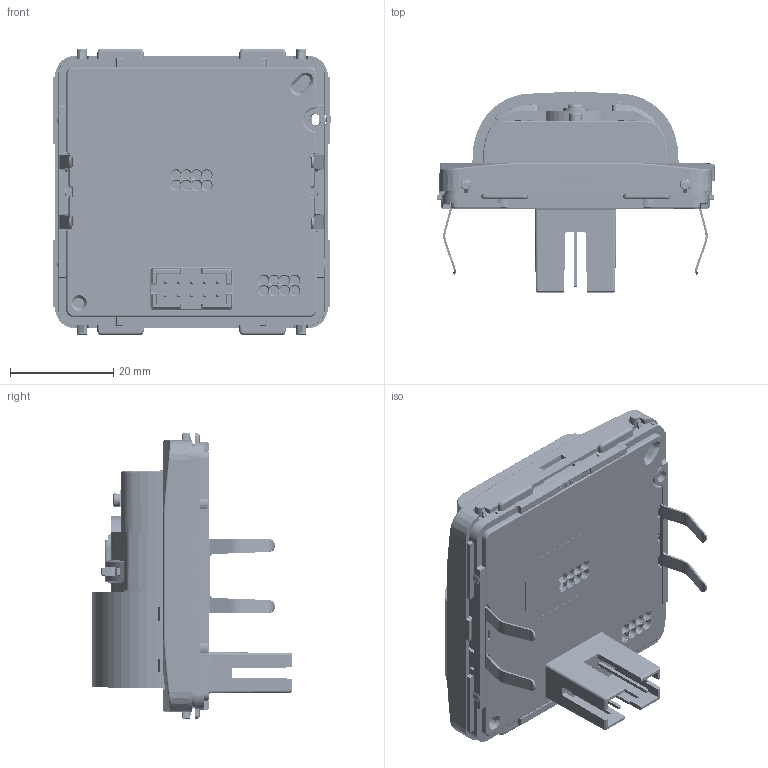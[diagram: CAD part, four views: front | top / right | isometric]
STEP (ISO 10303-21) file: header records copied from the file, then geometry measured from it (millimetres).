
FILE_DESCRIPTION((''),'2;1');
FILE_NAME('WAC1062_ASM','2025-04-15T14:31:40',('weberr1'),(''),'CREO PARAMETRIC BY PTC INC, 2023154','CREO PARAMETRIC BY PTC INC, 2023154','');
FILE_SCHEMA(('AP242_MANAGED_MODEL_BASED_3D_ENGINEERING_MIM_LF { 1 0 10303 442 1 1 4 }'));
Products named in the file (36): BOTTOMCOVER_1000000001; 8108-690-X1; 8060-217-XX; 8130-313-XX; 8247-031-XX; TR234KPL; 8620-236-XX; 8360-039-XX; 9204231001; 8130-314-X0; 3TPCZ0754B; CAPC1005X60; CAPC2013X145; LED_LITEON_LTST-C195TBJRKT; SOT95P230X115-3; SW_ALPS_SKRPABE010_CK_PST810; 3TPCZ0408A; W1R9090_00_DETECTION-PCBA_ASM; FICT_CONN_JTAG_2-0MM_SQUA_8P; INDC1608X95; INDC1608X100; SOT50P160X060-5_SENSOR; RESC1005X40; TP_ROUND_120P200; POT_SH_650X650X400_3; MODULE_MGM240P_CHIP; SOIC127P600X175-8; MIRE_CMS; NOPACKAGE; 3TPCZ0754B_COP_TOP; 3TPCZ0754B_COP_BOT; 3TPCZ0754B_ASM; CONN_E-TEC_SS2-010-THN140_NOPP; W1R9101_00_ASM; ADAPTER_1000007283_PAE_000_AG; WAC1062_ASM
Assembly tree (120 placements, depth 5):
  WAC1062_ASM
    BOTTOMCOVER_1000000001
    8108-690-X1
    8060-217-XX  x2
    8130-313-XX
    8247-031-XX  x2
    TR234KPL  x2
    8620-236-XX  x2
    8360-039-XX
    9204231001  x2
    8130-314-X0
    W1R9101_00_ASM
      3TPCZ0754B_ASM
        3TPCZ0754B
        CAPC1005X60  x12
        CAPC2013X145  x5
        LED_LITEON_LTST-C195TBJRKT
        SOT95P230X115-3  x4
        SW_ALPS_SKRPABE010_CK_PST810  x2
        W1R9090_00_DETECTION-PCBA_ASM
          3TPCZ0408A
        FICT_CONN_JTAG_2-0MM_SQUA_8P
        INDC1608X95
        INDC1608X100
        SOT50P160X060-5_SENSOR
        RESC1005X40  x18
        TP_ROUND_120P200  x41
        POT_SH_650X650X400_3  x2
        MODULE_MGM240P_CHIP
        SOIC127P600X175-8
        MIRE_CMS  x4
        NOPACKAGE
        3TPCZ0754B_COP_TOP
        3TPCZ0754B_COP_BOT
      CONN_E-TEC_SS2-010-THN140_NOPP
    ADAPTER_1000007283_PAE_000_AG
Bounding box: 53.8 x 38.91 x 55.4 mm (x, y, z)
Volume: 17689.8 mm3; surface area: 43913.9 mm2
Topology: 123 solids, 276 shells, 5742 faces, 20382 edges, 15048 vertices
Faces by surface type: plane 3872, cylinder 1082, cone 407, bspline 176, torus 103, sphere 65, extrusion 37
Entity records: 240138 total; most frequent: CARTESIAN_POINT 64026, ORIENTED_EDGE 27696, DIRECTION 23271, EDGE_CURVE 16637, VERTEX_POINT 12628, VECTOR 10629, LINE 10601, PRESENTATION_STYLE_ASSIGNMENT 10350
